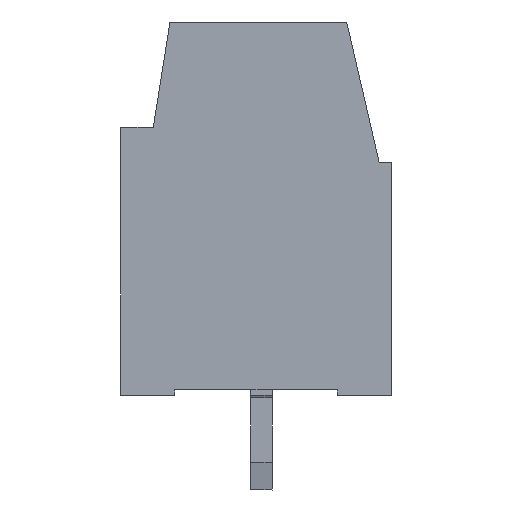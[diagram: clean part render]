
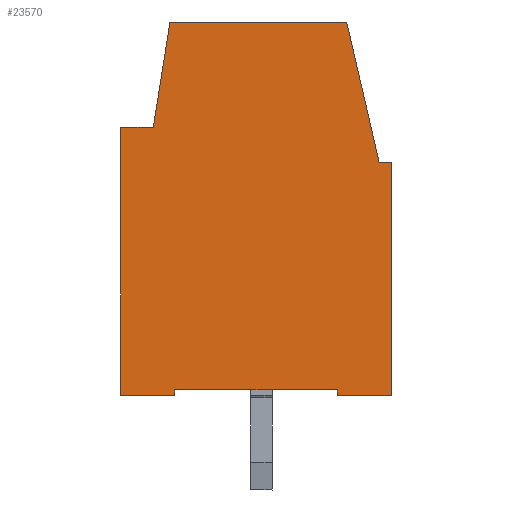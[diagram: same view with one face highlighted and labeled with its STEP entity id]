
A CAD part, left-side view. The second image highlights one B-rep face of the part: STEP entity #23570.
In plain terms, the highlighted planar face has unit normal (-1, 0, 0).
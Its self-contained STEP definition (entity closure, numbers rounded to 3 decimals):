
#23478=AXIS2_PLACEMENT_3D('Plane Axis2P3D',#23475,#23476,#23477) ;
#23086=CARTESIAN_POINT('Vertex',(0.,0.,12.101)) ;
#23089=CARTESIAN_POINT('Line Origine',(0.,0.,7.8)) ;
#23093=CARTESIAN_POINT('Vertex',(0.,0.,3.5)) ;
#23459=CARTESIAN_POINT('Vertex',(0.,0.445,12.1)) ;
#23462=CARTESIAN_POINT('Line Origine',(0.,0.223,12.1)) ;
#23475=CARTESIAN_POINT('Axis2P3D Location',(0.,3.449,14.)) ;
#23480=CARTESIAN_POINT('Line Origine',(0.,1.027,14.623)) ;
#23484=CARTESIAN_POINT('Vertex',(0.,1.609,17.145)) ;
#23487=CARTESIAN_POINT('Line Origine',(0.,1.627,17.223)) ;
#23491=CARTESIAN_POINT('Vertex',(0.,1.645,17.3)) ;
#23494=CARTESIAN_POINT('Line Origine',(0.,4.913,17.3)) ;
#23498=CARTESIAN_POINT('Vertex',(0.,8.181,17.301)) ;
#23501=CARTESIAN_POINT('Line Origine',(0.,8.49,15.351)) ;
#23505=CARTESIAN_POINT('Vertex',(0.,8.799,13.401)) ;
#23508=CARTESIAN_POINT('Line Origine',(0.,9.399,13.401)) ;
#23512=CARTESIAN_POINT('Vertex',(0.,9.999,13.401)) ;
#23515=CARTESIAN_POINT('Line Origine',(0.,10.,8.451)) ;
#23519=CARTESIAN_POINT('Vertex',(0.,10.,3.501)) ;
#23522=CARTESIAN_POINT('Line Origine',(0.,9.,3.501)) ;
#23526=CARTESIAN_POINT('Vertex',(0.,8.,3.501)) ;
#23529=CARTESIAN_POINT('Line Origine',(0.,8.,3.601)) ;
#23533=CARTESIAN_POINT('Vertex',(0.,8.,3.701)) ;
#23536=CARTESIAN_POINT('Line Origine',(0.,5.,3.7)) ;
#23540=CARTESIAN_POINT('Vertex',(0.,2.,3.7)) ;
#23543=CARTESIAN_POINT('Line Origine',(0.,2.,3.6)) ;
#23547=CARTESIAN_POINT('Vertex',(0.,2.,3.5)) ;
#23550=CARTESIAN_POINT('Line Origine',(0.,1.,3.5)) ;
#23090=DIRECTION('Vector Direction',(0.,0.,1.)) ;
#23463=DIRECTION('Vector Direction',(0.,-1.,0.001)) ;
#23476=DIRECTION('Axis2P3D Direction',(1.,0.,0.)) ;
#23477=DIRECTION('Axis2P3D XDirection',(0.,1.,0.)) ;
#23481=DIRECTION('Vector Direction',(0.,0.225,0.974)) ;
#23488=DIRECTION('Vector Direction',(0.,0.225,0.974)) ;
#23495=DIRECTION('Vector Direction',(0.,-1.,0.)) ;
#23502=DIRECTION('Vector Direction',(0.,0.157,-0.988)) ;
#23509=DIRECTION('Vector Direction',(0.,-1.,0.)) ;
#23516=DIRECTION('Vector Direction',(0.,0.,-1.)) ;
#23523=DIRECTION('Vector Direction',(0.,-1.,0.)) ;
#23530=DIRECTION('Vector Direction',(0.,0.,1.)) ;
#23537=DIRECTION('Vector Direction',(0.,-1.,0.)) ;
#23544=DIRECTION('Vector Direction',(0.,0.,-1.)) ;
#23551=DIRECTION('Vector Direction',(0.,-1.,0.)) ;
#23091=VECTOR('Line Direction',#23090,1.) ;
#23464=VECTOR('Line Direction',#23463,1.) ;
#23482=VECTOR('Line Direction',#23481,1.) ;
#23489=VECTOR('Line Direction',#23488,1.) ;
#23496=VECTOR('Line Direction',#23495,1.) ;
#23503=VECTOR('Line Direction',#23502,1.) ;
#23510=VECTOR('Line Direction',#23509,1.) ;
#23517=VECTOR('Line Direction',#23516,1.) ;
#23524=VECTOR('Line Direction',#23523,1.) ;
#23531=VECTOR('Line Direction',#23530,1.) ;
#23538=VECTOR('Line Direction',#23537,1.) ;
#23545=VECTOR('Line Direction',#23544,1.) ;
#23552=VECTOR('Line Direction',#23551,1.) ;
#23556=ORIENTED_EDGE('',*,*,#23095,.T.) ;
#23557=ORIENTED_EDGE('',*,*,#23466,.F.) ;
#23558=ORIENTED_EDGE('',*,*,#23486,.T.) ;
#23559=ORIENTED_EDGE('',*,*,#23493,.T.) ;
#23560=ORIENTED_EDGE('',*,*,#23500,.F.) ;
#23561=ORIENTED_EDGE('',*,*,#23507,.T.) ;
#23562=ORIENTED_EDGE('',*,*,#23514,.F.) ;
#23563=ORIENTED_EDGE('',*,*,#23521,.T.) ;
#23564=ORIENTED_EDGE('',*,*,#23528,.T.) ;
#23565=ORIENTED_EDGE('',*,*,#23535,.T.) ;
#23566=ORIENTED_EDGE('',*,*,#23542,.T.) ;
#23567=ORIENTED_EDGE('',*,*,#23549,.T.) ;
#23568=ORIENTED_EDGE('',*,*,#23554,.T.) ;
#23570=ADVANCED_FACE('COVER',(#23569),#23479,.F.) ;
#23095=EDGE_CURVE('',#23094,#23087,#23092,.T.) ;
#23466=EDGE_CURVE('',#23460,#23087,#23465,.T.) ;
#23486=EDGE_CURVE('',#23460,#23485,#23483,.T.) ;
#23493=EDGE_CURVE('',#23485,#23492,#23490,.T.) ;
#23500=EDGE_CURVE('',#23499,#23492,#23497,.T.) ;
#23507=EDGE_CURVE('',#23499,#23506,#23504,.T.) ;
#23514=EDGE_CURVE('',#23513,#23506,#23511,.T.) ;
#23521=EDGE_CURVE('',#23513,#23520,#23518,.T.) ;
#23528=EDGE_CURVE('',#23520,#23527,#23525,.T.) ;
#23535=EDGE_CURVE('',#23527,#23534,#23532,.T.) ;
#23542=EDGE_CURVE('',#23534,#23541,#23539,.T.) ;
#23549=EDGE_CURVE('',#23541,#23548,#23546,.T.) ;
#23554=EDGE_CURVE('',#23548,#23094,#23553,.T.) ;
#23555=EDGE_LOOP('',(#23556,#23557,#23558,#23559,#23560,#23561,#23562,#23563,#23564,#23565,#23566,#23567,#23568)) ;
#23569=FACE_OUTER_BOUND('',#23555,.T.) ;
#23092=LINE('Line',#23089,#23091) ;
#23465=LINE('Line',#23462,#23464) ;
#23483=LINE('Line',#23480,#23482) ;
#23490=LINE('Line',#23487,#23489) ;
#23497=LINE('Line',#23494,#23496) ;
#23504=LINE('Line',#23501,#23503) ;
#23511=LINE('Line',#23508,#23510) ;
#23518=LINE('Line',#23515,#23517) ;
#23525=LINE('Line',#23522,#23524) ;
#23532=LINE('Line',#23529,#23531) ;
#23539=LINE('Line',#23536,#23538) ;
#23546=LINE('Line',#23543,#23545) ;
#23553=LINE('Line',#23550,#23552) ;
#23479=PLANE('',#23478) ;
#23087=VERTEX_POINT('',#23086) ;
#23094=VERTEX_POINT('',#23093) ;
#23460=VERTEX_POINT('',#23459) ;
#23485=VERTEX_POINT('',#23484) ;
#23492=VERTEX_POINT('',#23491) ;
#23499=VERTEX_POINT('',#23498) ;
#23506=VERTEX_POINT('',#23505) ;
#23513=VERTEX_POINT('',#23512) ;
#23520=VERTEX_POINT('',#23519) ;
#23527=VERTEX_POINT('',#23526) ;
#23534=VERTEX_POINT('',#23533) ;
#23541=VERTEX_POINT('',#23540) ;
#23548=VERTEX_POINT('',#23547) ;
